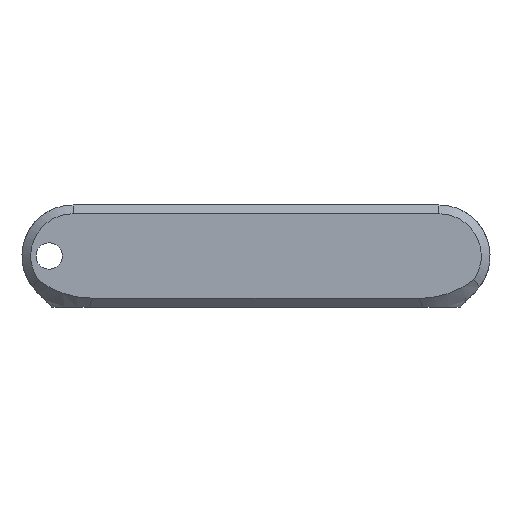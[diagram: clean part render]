
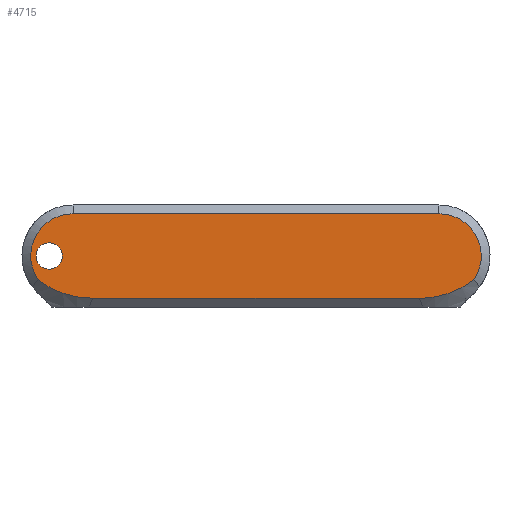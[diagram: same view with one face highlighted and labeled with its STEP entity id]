
A CAD part, left-side view. The second image highlights one B-rep face of the part: STEP entity #4715.
In plain terms, the highlighted planar face has unit normal (-1, 0, 0).
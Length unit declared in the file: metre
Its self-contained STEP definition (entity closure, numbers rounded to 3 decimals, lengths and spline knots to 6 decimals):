
#83=ELLIPSE('',#5160,0.021294,0.01445);
#84=ELLIPSE('',#5161,0.021294,0.01445);
#452=CIRCLE('',#5158,0.0048);
#453=CIRCLE('',#5159,0.0048);
#454=CIRCLE('',#5162,0.0015);
#1233=ORIENTED_EDGE('',*,*,#2443,.F.);
#1234=ORIENTED_EDGE('',*,*,#2444,.F.);
#1235=ORIENTED_EDGE('',*,*,#2445,.F.);
#1236=ORIENTED_EDGE('',*,*,#2446,.F.);
#1237=ORIENTED_EDGE('',*,*,#2447,.F.);
#1238=ORIENTED_EDGE('',*,*,#2448,.F.);
#1239=ORIENTED_EDGE('',*,*,#2449,.F.);
#2443=EDGE_CURVE('',#3023,#3024,#452,.T.);
#2444=EDGE_CURVE('',#3025,#3023,#3418,.T.);
#2445=EDGE_CURVE('',#3026,#3025,#453,.T.);
#2446=EDGE_CURVE('',#3027,#3026,#83,.T.);
#2447=EDGE_CURVE('',#3028,#3027,#3419,.T.);
#2448=EDGE_CURVE('',#3024,#3028,#84,.T.);
#2449=EDGE_CURVE('',#3029,#3029,#454,.T.);
#3023=VERTEX_POINT('',#8002);
#3024=VERTEX_POINT('',#8003);
#3025=VERTEX_POINT('',#8005);
#3026=VERTEX_POINT('',#8007);
#3027=VERTEX_POINT('',#8009);
#3028=VERTEX_POINT('',#8011);
#3029=VERTEX_POINT('',#8014);
#3418=LINE('',#8004,#3839);
#3419=LINE('',#8010,#3840);
#3839=VECTOR('',#6323,1.);
#3840=VECTOR('',#6328,1.);
#4029=EDGE_LOOP('',(#1233,#1234,#1235,#1236,#1237,#1238));
#4030=EDGE_LOOP('',(#1239));
#4318=FACE_BOUND('',#4029,.T.);
#4319=FACE_BOUND('',#4030,.T.);
#4555=PLANE('',#5157);
#4715=ADVANCED_FACE('',(#4318,#4319),#4555,.T.);
#5157=AXIS2_PLACEMENT_3D('',#8000,#6319,#6320);
#5158=AXIS2_PLACEMENT_3D('',#8001,#6321,#6322);
#5159=AXIS2_PLACEMENT_3D('',#8006,#6324,#6325);
#5160=AXIS2_PLACEMENT_3D('',#8008,#6326,#6327);
#5161=AXIS2_PLACEMENT_3D('',#8012,#6329,#6330);
#5162=AXIS2_PLACEMENT_3D('',#8013,#6331,#6332);
#6319=DIRECTION('',(-1.,0.,0.));
#6320=DIRECTION('',(0.,1.,0.));
#6321=DIRECTION('',(1.,0.,0.));
#6322=DIRECTION('',(0.,0.,-1.));
#6323=DIRECTION('',(0.,-1.,0.));
#6324=DIRECTION('',(1.,0.,0.));
#6325=DIRECTION('',(0.,0.,-1.));
#6326=DIRECTION('',(1.,0.,0.));
#6327=DIRECTION('',(0.,0.383,-0.924));
#6328=DIRECTION('',(0.,1.,0.));
#6329=DIRECTION('',(1.,0.,0.));
#6330=DIRECTION('',(0.,-0.383,-0.924));
#6331=DIRECTION('',(-1.,0.,0.));
#6332=DIRECTION('',(0.,0.,1.));
#8000=CARTESIAN_POINT('',(-0.0592,0.019675,0.));
#8001=CARTESIAN_POINT('',(-0.0592,0.,0.));
#8002=CARTESIAN_POINT('',(-0.0592,0.,0.0048));
#8003=CARTESIAN_POINT('',(-0.0592,-0.003968,-0.002701));
#8004=CARTESIAN_POINT('',(-0.0592,0.019675,0.0048));
#8005=CARTESIAN_POINT('',(-0.0592,0.0416,0.0048));
#8006=CARTESIAN_POINT('',(-0.0592,0.0416,0.));
#8007=CARTESIAN_POINT('',(-0.0592,0.045568,-0.002701));
#8008=CARTESIAN_POINT('',(-0.0592,0.035123,0.015636));
#8009=CARTESIAN_POINT('',(-0.0592,0.039356,-0.0048));
#8010=CARTESIAN_POINT('',(-0.0592,0.044002,-0.0048));
#8011=CARTESIAN_POINT('',(-0.0592,0.002244,-0.0048));
#8012=CARTESIAN_POINT('',(-0.0592,0.006477,0.015636));
#8013=CARTESIAN_POINT('',(-0.0592,0.0443,0.));
#8014=CARTESIAN_POINT('',(-0.0592,0.0443,0.0015));
